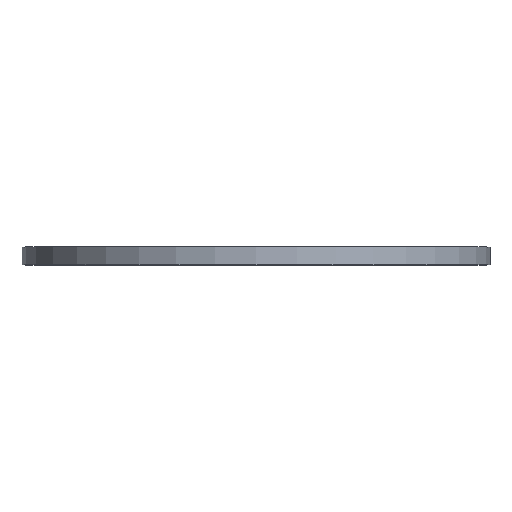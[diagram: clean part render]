
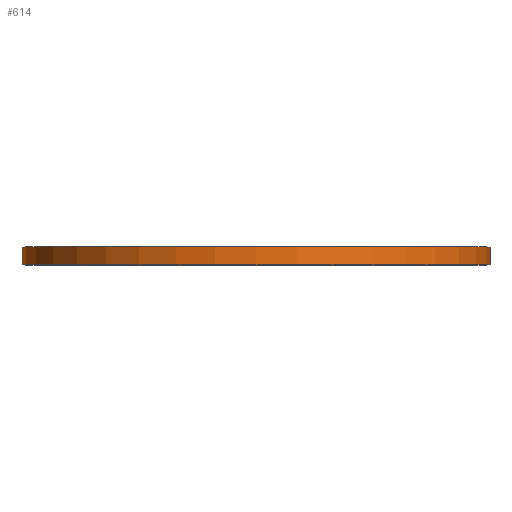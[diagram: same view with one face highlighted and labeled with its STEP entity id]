
A CAD part, top view. The second image highlights one B-rep face of the part: STEP entity #614.
In plain terms, the highlighted cylindrical face has radius 434.975 mm (diameter 869.95 mm), a full revolution.
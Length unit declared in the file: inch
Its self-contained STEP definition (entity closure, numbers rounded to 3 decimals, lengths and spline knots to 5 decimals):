
#92=FACE_OUTER_BOUND('',#120,.T.);
#120=EDGE_LOOP('',(#507,#508,#509,#510));
#198=LINE('',#1062,#224);
#224=VECTOR('',#900,17.125);
#275=CIRCLE('',#715,17.125);
#276=CIRCLE('',#716,17.125);
#327=VERTEX_POINT('',#1059);
#328=VERTEX_POINT('',#1061);
#404=EDGE_CURVE('',#327,#327,#275,.T.);
#405=EDGE_CURVE('',#327,#328,#198,.T.);
#406=EDGE_CURVE('',#328,#328,#276,.T.);
#507=ORIENTED_EDGE('',*,*,#404,.F.);
#508=ORIENTED_EDGE('',*,*,#405,.T.);
#509=ORIENTED_EDGE('',*,*,#406,.T.);
#510=ORIENTED_EDGE('',*,*,#405,.F.);
#588=CYLINDRICAL_SURFACE('',#714,17.125);
#614=ADVANCED_FACE('',(#92),#588,.T.);
#714=AXIS2_PLACEMENT_3D('',#1058,#896,#897);
#715=AXIS2_PLACEMENT_3D('',#1060,#898,#899);
#716=AXIS2_PLACEMENT_3D('',#1063,#901,#902);
#896=DIRECTION('center_axis',(0.,1.,0.));
#897=DIRECTION('ref_axis',(-1.,0.,0.));
#898=DIRECTION('center_axis',(0.,1.,0.));
#899=DIRECTION('ref_axis',(-1.,0.,0.));
#900=DIRECTION('',(0.,-1.,0.));
#901=DIRECTION('center_axis',(0.,1.,0.));
#902=DIRECTION('ref_axis',(-1.,0.,0.));
#1058=CARTESIAN_POINT('Origin',(0.,0.,0.));
#1059=CARTESIAN_POINT('',(17.125,1.307,0.));
#1060=CARTESIAN_POINT('Origin',(0.,1.307,0.));
#1061=CARTESIAN_POINT('',(17.125,0.,0.));
#1062=CARTESIAN_POINT('',(17.125,0.,0.));
#1063=CARTESIAN_POINT('Origin',(0.,0.,0.));
